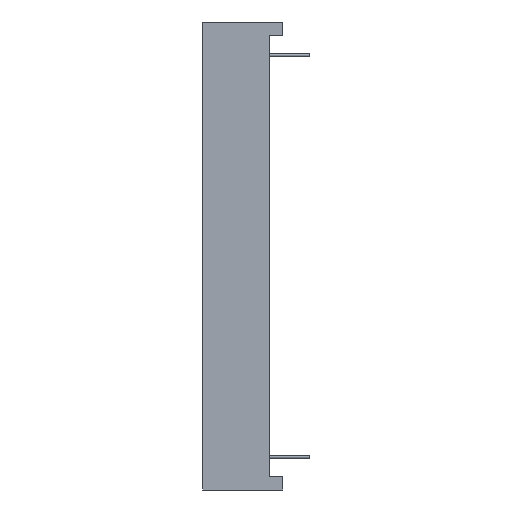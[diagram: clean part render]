
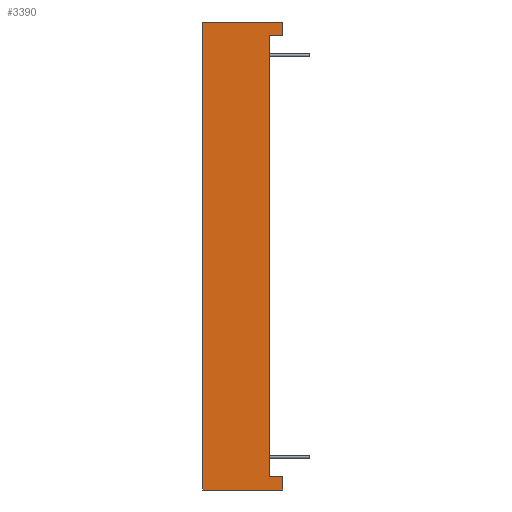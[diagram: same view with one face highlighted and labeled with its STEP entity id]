
A CAD part, left-side view. The second image highlights one B-rep face of the part: STEP entity #3390.
In plain terms, the highlighted planar face has unit normal (-1, 0, 0).
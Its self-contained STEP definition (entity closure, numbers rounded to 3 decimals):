
#58 = CARTESIAN_POINT ( 'NONE',  ( -24., -12., -35. ) ) ;
#1776 = EDGE_CURVE ( 'NONE', #19558, #5783, #15893, .T. ) ;
#2025 = CARTESIAN_POINT ( 'NONE',  ( -24., -10., -35. ) ) ;
#2408 = DIRECTION ( 'NONE',  ( 0., 1., 0. ) ) ;
#2496 = VECTOR ( 'NONE', #7227, 1000. ) ;
#2886 = CARTESIAN_POINT ( 'NONE',  ( -24., -12., 35. ) ) ;
#2962 = EDGE_CURVE ( 'NONE', #23300, #5991, #9086, .T. ) ;
#3185 = CARTESIAN_POINT ( 'NONE',  ( -24., -12., -33. ) ) ;
#3219 = CARTESIAN_POINT ( 'NONE',  ( -24., -12., 0. ) ) ;
#3390 = ADVANCED_FACE ( 'NONE', ( #5744 ), #11166, .T. ) ;
#3512 = VECTOR ( 'NONE', #2408, 1000. ) ;
#3831 = LINE ( 'NONE', #20307, #3512 ) ;
#3926 = VERTEX_POINT ( 'NONE', #6712 ) ;
#4508 = EDGE_CURVE ( 'NONE', #3926, #19558, #13699, .T. ) ;
#4788 = VECTOR ( 'NONE', #9915, 1000. ) ;
#4965 = CARTESIAN_POINT ( 'NONE',  ( -24., -12., -33. ) ) ;
#5744 = FACE_OUTER_BOUND ( 'NONE', #14660, .T. ) ;
#5783 = VERTEX_POINT ( 'NONE', #11141 ) ;
#5991 = VERTEX_POINT ( 'NONE', #2886 ) ;
#6133 = VERTEX_POINT ( 'NONE', #16771 ) ;
#6459 = VERTEX_POINT ( 'NONE', #15600 ) ;
#6608 = VECTOR ( 'NONE', #17571, 1000. ) ;
#6712 = CARTESIAN_POINT ( 'NONE',  ( -24., -12., -35. ) ) ;
#7227 = DIRECTION ( 'NONE',  ( 0., -1., 0. ) ) ;
#7751 = VECTOR ( 'NONE', #15797, 1000. ) ;
#8597 = EDGE_CURVE ( 'NONE', #6133, #23300, #18330, .T. ) ;
#8632 = ORIENTED_EDGE ( 'NONE', *, *, #22978, .T. ) ;
#9086 = LINE ( 'NONE', #16256, #22579 ) ;
#9440 = VECTOR ( 'NONE', #19974, 1000. ) ;
#9708 = AXIS2_PLACEMENT_3D ( 'NONE', #13624, #15605, #20906 ) ;
#9915 = DIRECTION ( 'NONE',  ( 0., 0., -1. ) ) ;
#10122 = EDGE_CURVE ( 'NONE', #6133, #5783, #13558, .T. ) ;
#11026 = ORIENTED_EDGE ( 'NONE', *, *, #10122, .F. ) ;
#11029 = CARTESIAN_POINT ( 'NONE',  ( -24., -12., 33. ) ) ;
#11141 = CARTESIAN_POINT ( 'NONE',  ( -24., -10., -33. ) ) ;
#11166 = PLANE ( 'NONE',  #9708 ) ;
#11988 = ORIENTED_EDGE ( 'NONE', *, *, #2962, .T. ) ;
#12080 = DIRECTION ( 'NONE',  ( 0., 0., 1. ) ) ;
#12297 = CARTESIAN_POINT ( 'NONE',  ( -24., 0., 0. ) ) ;
#12555 = LINE ( 'NONE', #58, #2496 ) ;
#13114 = VECTOR ( 'NONE', #12080, 1000. ) ;
#13558 = LINE ( 'NONE', #2025, #4788 ) ;
#13624 = CARTESIAN_POINT ( 'NONE',  ( -24., -12., 0. ) ) ;
#13699 = LINE ( 'NONE', #3219, #13114 ) ;
#13986 = EDGE_CURVE ( 'NONE', #23021, #6459, #19562, .T. ) ;
#14660 = EDGE_LOOP ( 'NONE', ( #14745, #11026, #16352, #11988, #8632, #15842, #19241, #21332 ) ) ;
#14745 = ORIENTED_EDGE ( 'NONE', *, *, #1776, .T. ) ;
#15600 = CARTESIAN_POINT ( 'NONE',  ( -24., 0., -35. ) ) ;
#15605 = DIRECTION ( 'NONE',  ( -1., 0., 0. ) ) ;
#15797 = DIRECTION ( 'NONE',  ( 0., 0., -1. ) ) ;
#15842 = ORIENTED_EDGE ( 'NONE', *, *, #13986, .T. ) ;
#15893 = LINE ( 'NONE', #4965, #6608 ) ;
#16256 = CARTESIAN_POINT ( 'NONE',  ( -24., -12., 0. ) ) ;
#16352 = ORIENTED_EDGE ( 'NONE', *, *, #8597, .T. ) ;
#16677 = CARTESIAN_POINT ( 'NONE',  ( -24., 0., 35. ) ) ;
#16771 = CARTESIAN_POINT ( 'NONE',  ( -24., -10., 33. ) ) ;
#17571 = DIRECTION ( 'NONE',  ( 0., 1., 0. ) ) ;
#18330 = LINE ( 'NONE', #11029, #9440 ) ;
#19241 = ORIENTED_EDGE ( 'NONE', *, *, #20314, .T. ) ;
#19429 = DIRECTION ( 'NONE',  ( 0., 0., 1. ) ) ;
#19558 = VERTEX_POINT ( 'NONE', #3185 ) ;
#19562 = LINE ( 'NONE', #12297, #7751 ) ;
#19974 = DIRECTION ( 'NONE',  ( 0., -1., 0. ) ) ;
#20307 = CARTESIAN_POINT ( 'NONE',  ( -24., -12., 35. ) ) ;
#20314 = EDGE_CURVE ( 'NONE', #6459, #3926, #12555, .T. ) ;
#20906 = DIRECTION ( 'NONE',  ( 0., 0., 1. ) ) ;
#20974 = CARTESIAN_POINT ( 'NONE',  ( -24., -12., 33. ) ) ;
#21332 = ORIENTED_EDGE ( 'NONE', *, *, #4508, .T. ) ;
#22579 = VECTOR ( 'NONE', #19429, 1000. ) ;
#22978 = EDGE_CURVE ( 'NONE', #5991, #23021, #3831, .T. ) ;
#23021 = VERTEX_POINT ( 'NONE', #16677 ) ;
#23300 = VERTEX_POINT ( 'NONE', #20974 ) ;
